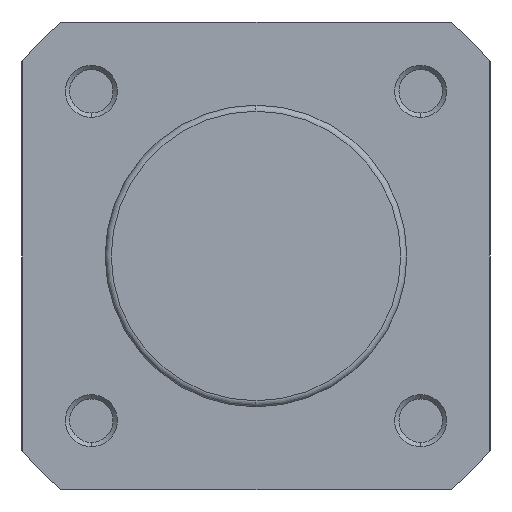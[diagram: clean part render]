
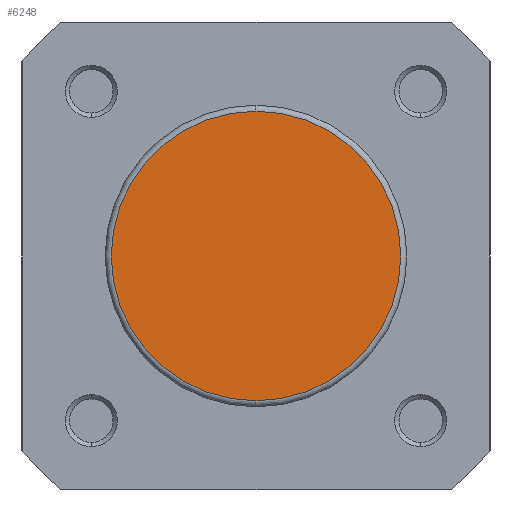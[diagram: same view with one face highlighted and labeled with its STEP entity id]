
A CAD part, left-side view. The second image highlights one B-rep face of the part: STEP entity #6248.
In plain terms, the highlighted planar face has unit normal (-1, 0, 0).
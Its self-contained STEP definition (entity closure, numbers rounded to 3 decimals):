
#847 = EDGE_CURVE ( 'NONE', #5760, #5940, #4213, .T. ) ;
#1063 = EDGE_CURVE ( 'NONE', #5940, #5760, #4343, .T. ) ;
#1244 = AXIS2_PLACEMENT_3D ( 'NONE', #1611, #1612, #1613 ) ;
#1286 = AXIS2_PLACEMENT_3D ( 'NONE', #2069, #2079, #2080 ) ;
#1456 = AXIS2_PLACEMENT_3D ( 'NONE', #5236, #5239, #5240 ) ;
#1611 = CARTESIAN_POINT ( 'NONE',  ( 0., 0., 0. ) ) ;
#1612 = DIRECTION ( 'NONE',  ( -1., 0., 0. ) ) ;
#1613 = DIRECTION ( 'NONE',  ( 0., 0., 1. ) ) ;
#2069 = CARTESIAN_POINT ( 'NONE',  ( 0., 0., 0. ) ) ;
#2079 = DIRECTION ( 'NONE',  ( -1., 0., 0. ) ) ;
#2080 = DIRECTION ( 'NONE',  ( 0., 0., 1. ) ) ;
#2321 = CARTESIAN_POINT ( 'NONE',  ( 0., 0., -16.7 ) ) ;
#2480 = CARTESIAN_POINT ( 'NONE',  ( 0., 0., 16.7 ) ) ;
#3041 = EDGE_LOOP ( 'NONE', ( #3341, #3340 ) ) ;
#3340 = ORIENTED_EDGE ( 'NONE', *, *, #847, .T. ) ;
#3341 = ORIENTED_EDGE ( 'NONE', *, *, #1063, .T. ) ;
#4213 = CIRCLE ( 'NONE', #1244, 16.7 ) ;
#4343 = CIRCLE ( 'NONE', #1286, 16.7 ) ;
#4759 = FACE_OUTER_BOUND ( 'NONE', #3041, .T. ) ;
#5236 = CARTESIAN_POINT ( 'NONE',  ( 0., -17.4, 0. ) ) ;
#5237 = PLANE ( 'NONE',  #1456 ) ;
#5239 = DIRECTION ( 'NONE',  ( -1., 0., 0. ) ) ;
#5240 = DIRECTION ( 'NONE',  ( 0., 0., 1. ) ) ;
#5760 = VERTEX_POINT ( 'NONE', #2321 ) ;
#5940 = VERTEX_POINT ( 'NONE', #2480 ) ;
#6248 = ADVANCED_FACE ( 'NONE', ( #4759 ), #5237, .T. ) ;
